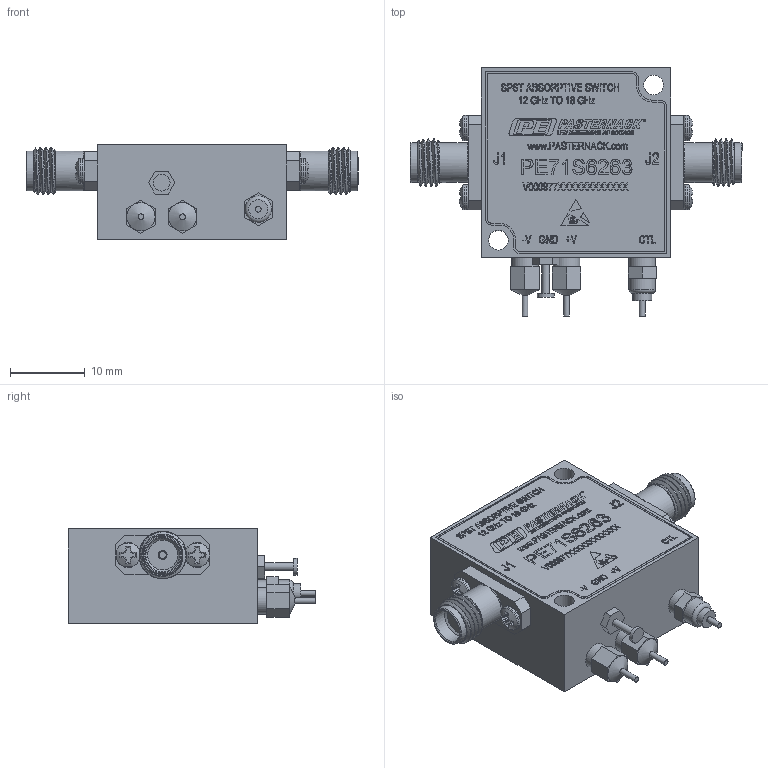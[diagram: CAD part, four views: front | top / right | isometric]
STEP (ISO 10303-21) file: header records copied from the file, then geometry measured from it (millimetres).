
FILE_DESCRIPTION (( 'STEP AP203' ), '1' );
FILE_NAME ('PE71S6263_3D.step', '2021-09-20T15:10:39', ( '' ), ( '' ), 'SwSTEP 2.0', 'SolidWorks 2021', '' );
FILE_SCHEMA (( 'CONFIG_CONTROL_DESIGN' ));
Products named in the file (1): PE71S6263_3D
Bounding box: 44.55 x 33.27 x 12.75 mm (x, y, z)
Volume: 8789.9 mm3; surface area: 3859.6 mm2
Topology: 1 solids, 9 shells, 2181 faces, 5849 edges, 3889 vertices
Faces by surface type: plane 1367, bspline 603, cylinder 180, cone 30, torus 1
Full cylindrical faces by diameter (mm): 0.276 x1, 0.283 x1, 0.762 x3, 0.914 x2, 1.016 x3, 1.168 x4, 1.27 x2, 1.854 x4, 2.224 x1, 2.54 x1, 2.642 x2, 3.393 x4, 3.556 x4, 3.81 x2, 4.521 x2, 5.08 x2, 5.334 x4
Entity records: 101784 total; most frequent: CARTESIAN_POINT 51842, ORIENTED_EDGE 11522, DIRECTION 7841, EDGE_CURVE 5761, VECTOR 4023, LINE 4023, VERTEX_POINT 3866, EDGE_LOOP 2457
